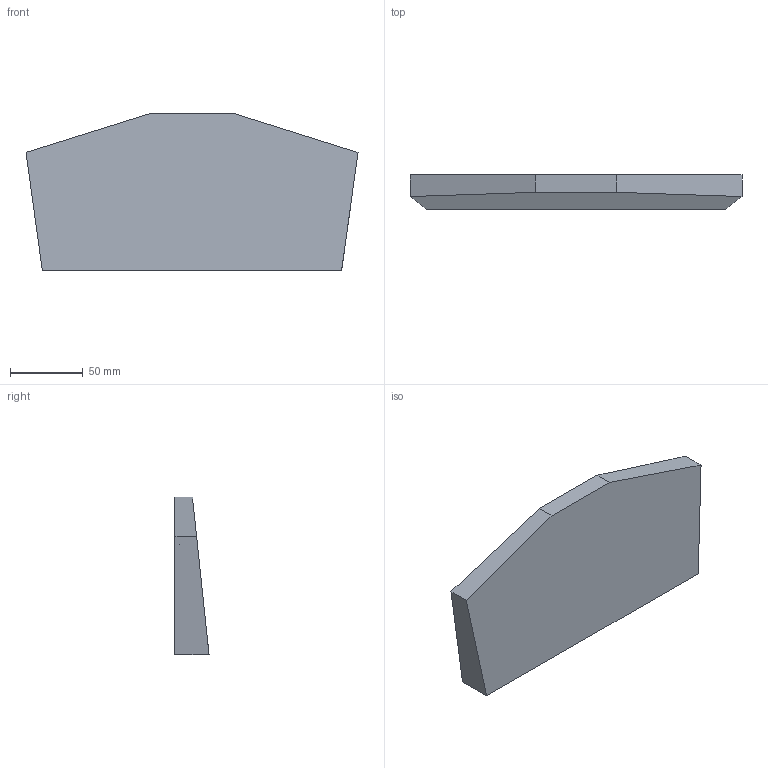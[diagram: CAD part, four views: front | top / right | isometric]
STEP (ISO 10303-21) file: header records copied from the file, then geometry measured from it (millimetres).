
FILE_DESCRIPTION(/* description */ (''),/* implementation_level */ '2;1');
FILE_NAME(/* name */ 'cool536lcble_bpttom_newversion v12.step',/* time_stamp */ '2023-11-13T09:25:09+09:00',/* author */ (''),/* organization */ (''),/* preprocessor_version */ 'ST-DEVELOPER v20',/* originating_system */ 'Autodesk Translation Framework v12.14.0.127',/* authorisation */ '');
FILE_SCHEMA (('AUTOMOTIVE_DESIGN { 1 0 10303 214 3 1 1 }'));
Length unit declared in the file: millimetre
Products named in the file (1): cool536lcble_bpttom_newversion
Bounding box: 228.64 x 23.5 x 108.79 mm (x, y, z)
Volume: 141654.5 mm3; surface area: 63019.5 mm2
Topology: 1 solids, 1 shells, 89 faces, 226 edges, 149 vertices
Faces by surface type: plane 77, cylinder 12
Full cylindrical faces by diameter (mm): 2.6 x4, 5 x3, 7.2 x4
Entity records: 2681 total; most frequent: CARTESIAN_POINT 465, ORIENTED_EDGE 452, DIRECTION 430, EDGE_CURVE 226, LINE 202, VECTOR 202, VERTEX_POINT 149, AXIS2_PLACEMENT_3D 114
